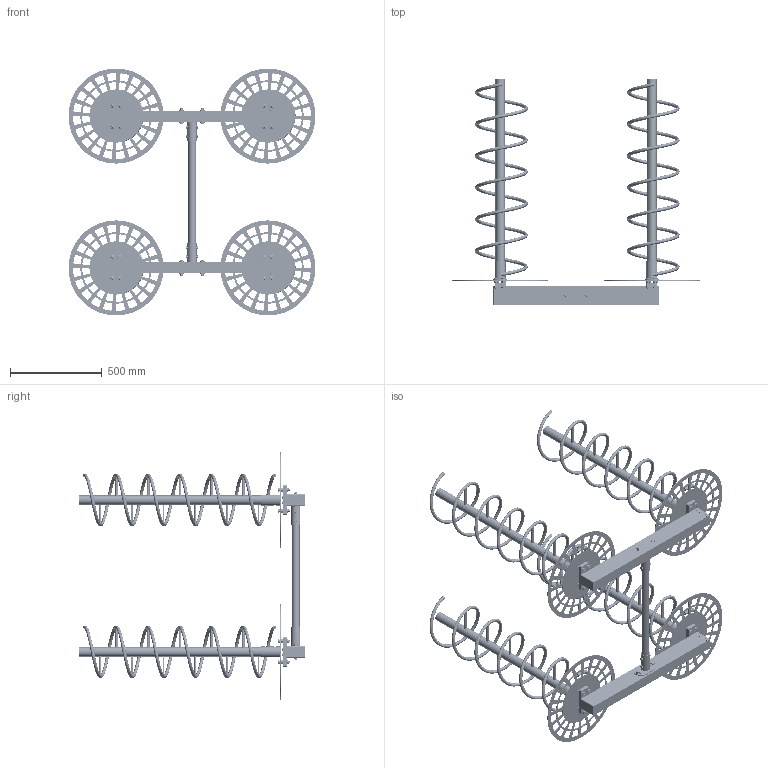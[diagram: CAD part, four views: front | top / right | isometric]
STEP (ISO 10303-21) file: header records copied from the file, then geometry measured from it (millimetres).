
FILE_DESCRIPTION(/* description */ (''),/* implementation_level */ '2;1');
FILE_NAME(/* name */ '0000-Gesamtbaugruppe.stp',/* time_stamp */ '2024-02-09T12:13:14+01:00',/* author */ ('Dominik'),/* organization */ (''),/* preprocessor_version */ 'ST-DEVELOPER v19.2',/* originating_system */ 'Autodesk Inventor 2023',/* authorisation */ '');
FILE_SCHEMA (('AUTOMOTIVE_DESIGN { 1 0 10303 214 3 1 1 }'));
Length unit declared in the file: millimetre
Products named in the file (27): 0000-Gesamtbaugruppe; 0000-Gesamtbaugruppe_1; 0015-Strukturrohr; 0001-Struktrurohr-Rohrflansch; 0011-Strukturrohr-Grundplatte; 0012-Struktrurohr-Rohrschnitt; 0016-Vierkantprofil; ISO 4014 - M12 x 80; ISO 4017 - M10 x 20; DIN 125 - A 13; ISO 4035 - M12; 0018-Vierkantprofil_Abdeckung; Isolierplatte; 0004-Spiral-Antenne_Gesamtbaugruppe; 0002-Antenne-Rohrflansch; 0013-Antennenrohr-Grundplatte; 0014-Antennenrohr-Rohrschnitt; 0003-Spiral-Antenne; 0020-Spiral-Antenne; 0022-Spiral-Antenne_Deckel; 0023-Spiral-Antenne_Anschluss; 0017-Reflektor; 0024-Spiral-Antenne_Stützrohr; DIN 6915 - M12; ISO 8765 - M10 x 1 x 45; DIN 6914 - M12 x 55; ISO 4036 - M10
Assembly tree (133 placements, depth 4):
  0000-Gesamtbaugruppe
    0000-Gesamtbaugruppe_1
      0001-Struktrurohr-Rohrflansch  x2
        0011-Strukturrohr-Grundplatte
        0012-Struktrurohr-Rohrschnitt
      0015-Strukturrohr
      0016-Vierkantprofil  x2
      ISO 4017 - M10 x 20  x8
      ISO 4014 - M12 x 80  x4
      DIN 125 - A 13  x8
      ISO 4035 - M12  x4
      0018-Vierkantprofil_Abdeckung  x4
    Isolierplatte  x4
    0004-Spiral-Antenne_Gesamtbaugruppe  x4
      0002-Antenne-Rohrflansch
        0013-Antennenrohr-Grundplatte
        0014-Antennenrohr-Rohrschnitt
      0003-Spiral-Antenne
        0020-Spiral-Antenne
        0022-Spiral-Antenne_Deckel
        0023-Spiral-Antenne_Anschluss
      0017-Reflektor
      0024-Spiral-Antenne_Stützrohr
    DIN 6915 - M12  x32
    ISO 8765 - M10 x 1 x 45  x16
    DIN 6914 - M12 x 55  x16
    ISO 4036 - M10  x16
Bounding box: 1350 x 1233 x 1350 mm (x, y, z)
Volume: 10227897.5 mm3; surface area: 6929785.5 mm2
Topology: 147 solids, 147 shells, 3570 faces, 9188 edges, 6012 vertices
Faces by surface type: plane 1570, cylinder 1508, cone 484, bspline 8
Full cylindrical faces by diameter (mm): 4.134 x16, 6.647 x4, 8.376 x24, 10 x72, 10.106 x36, 11 x56, 12 x20, 13 x8, 13.5 x56, 14.63 x24, 15.449 x40, 16.63 x4, 18 x8, 20 x16, 24 x8, 37 x1, 42 x1, 44 x6, 50 x6, 51 x2, 52 x4, 60 x4, 61 x4, 520 x4
Entity records: 31255 total; most frequent: CARTESIAN_POINT 11565, DIRECTION 4056, ORIENTED_EDGE 3750, EDGE_CURVE 1875, AXIS2_PLACEMENT_3D 1578, VERTEX_POINT 1249, LINE 900, VECTOR 900
